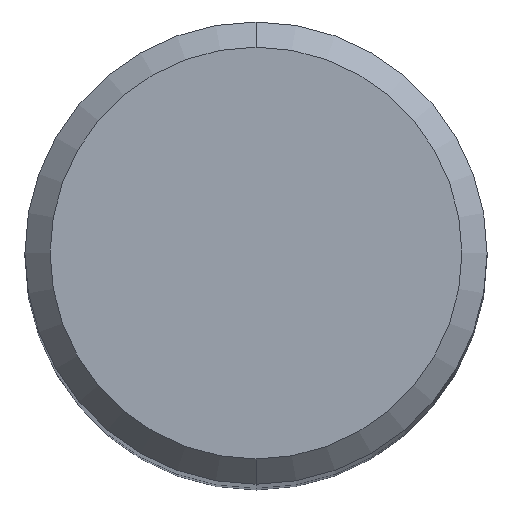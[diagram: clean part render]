
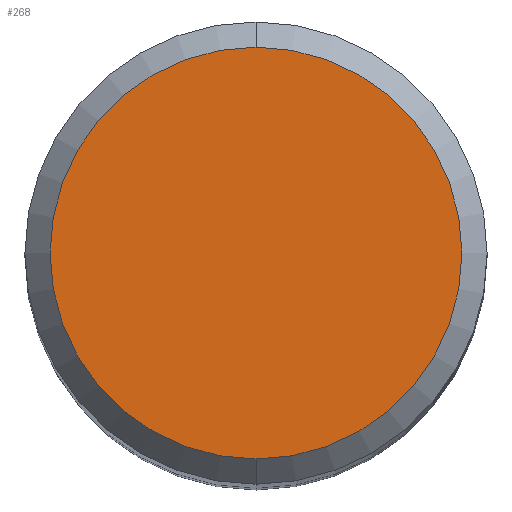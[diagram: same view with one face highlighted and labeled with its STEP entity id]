
A CAD part, top view. The second image highlights one B-rep face of the part: STEP entity #268.
In plain terms, the highlighted planar face has unit normal (0, 0, 1).
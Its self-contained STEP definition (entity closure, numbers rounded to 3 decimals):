
#130=EDGE_CURVE('',#310,#218,#335,.T.);
#218=VERTEX_POINT('',#437);
#238=EDGE_CURVE('',#218,#310,#459,.T.);
#268=ADVANCED_FACE('',(#491),#492,.T.);
#310=VERTEX_POINT('',#539);
#335=CIRCLE('',#557,4.9);
#437=CARTESIAN_POINT('',(0.,-4.9,51.05));
#459=CIRCLE('',#724,4.9);
#491=FACE_OUTER_BOUND('',#764,.T.);
#492=PLANE('',#765);
#539=CARTESIAN_POINT('',(0.0,4.9,51.05));
#557=AXIS2_PLACEMENT_3D('',#824,#825,#826);
#724=AXIS2_PLACEMENT_3D('',#1005,#1006,#1007);
#764=EDGE_LOOP('',(#1039,#1040));
#765=AXIS2_PLACEMENT_3D('',#1041,#1042,#1043);
#824=CARTESIAN_POINT('',(0.0,0.0,51.05));
#825=DIRECTION('',(0.0,0.0,-1.0));
#826=DIRECTION('',(0.0,1.0,0.0));
#1005=CARTESIAN_POINT('',(0.0,0.0,51.05));
#1006=DIRECTION('',(0.0,0.0,-1.0));
#1007=DIRECTION('',(0.0,1.0,0.0));
#1039=ORIENTED_EDGE('',*,*,#130,.F.);
#1040=ORIENTED_EDGE('',*,*,#238,.F.);
#1041=CARTESIAN_POINT('',(0.0,2.45,51.05));
#1042=DIRECTION('',(-0.0,0.0,1.0));
#1043=DIRECTION('',(0.0,-1.0,0.0));
